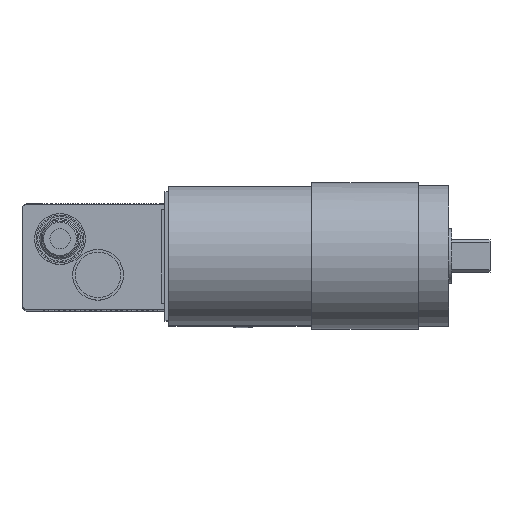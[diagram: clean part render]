
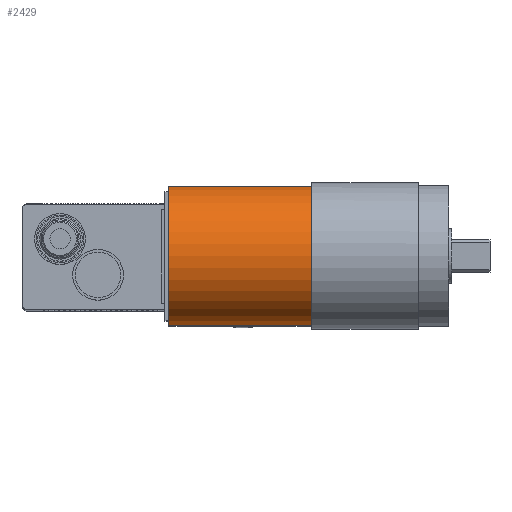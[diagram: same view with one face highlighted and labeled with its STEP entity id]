
A CAD part, top view. The second image highlights one B-rep face of the part: STEP entity #2429.
In plain terms, the highlighted cylindrical face has radius 27.5 mm (diameter 55 mm), a partial arc.
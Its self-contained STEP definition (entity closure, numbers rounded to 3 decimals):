
#406=CARTESIAN_POINT('',(0.0,27.5,0.0));
#407=VERTEX_POINT('',#406);
#414=CARTESIAN_POINT('',(0.0,27.5,56.5));
#415=VERTEX_POINT('',#414);
#416=CARTESIAN_POINT('',(0.0,27.5,0.0));
#417=DIRECTION('',(0.0,0.0,1.0));
#418=VECTOR('',#417,56.5);
#419=LINE('',#416,#418);
#420=EDGE_CURVE('',#407,#415,#419,.T.);
#767=CARTESIAN_POINT('',(0.0,-27.5,56.5));
#768=VERTEX_POINT('',#767);
#775=CARTESIAN_POINT('',(0.0,-27.5,0.0));
#776=VERTEX_POINT('',#775);
#777=CARTESIAN_POINT('',(0.0,-27.5,0.0));
#778=DIRECTION('',(0.0,0.0,1.0));
#779=VECTOR('',#778,56.5);
#780=LINE('',#777,#779);
#781=EDGE_CURVE('',#776,#768,#780,.T.);
#2339=CARTESIAN_POINT('',(0.0,0.0,0.0));
#2340=DIRECTION('',(0.0,0.0,1.0));
#2341=DIRECTION('',(0.0,1.0,0.0));
#2342=AXIS2_PLACEMENT_3D('',#2339,#2340,#2341);
#2343=CIRCLE('',#2342,27.5);
#2344=EDGE_CURVE('',#407,#776,#2343,.T.);
#2412=CARTESIAN_POINT('',(0.0,0.0,0.0));
#2413=DIRECTION('',(0.0,0.0,1.0));
#2414=DIRECTION('',(0.0,1.0,0.0));
#2415=AXIS2_PLACEMENT_3D('',#2412,#2413,#2414);
#2416=CYLINDRICAL_SURFACE('',#2415,27.5);
#2417=CARTESIAN_POINT('',(0.0,0.0,56.5));
#2418=DIRECTION('',(0.0,0.0,-1.0));
#2419=DIRECTION('',(0.0,1.0,0.0));
#2420=AXIS2_PLACEMENT_3D('',#2417,#2418,#2419);
#2421=CIRCLE('',#2420,27.5);
#2422=EDGE_CURVE('',#768,#415,#2421,.T.);
#2423=ORIENTED_EDGE('',*,*,#2422,.T.);
#2424=ORIENTED_EDGE('',*,*,#420,.F.);
#2425=ORIENTED_EDGE('',*,*,#2344,.T.);
#2426=ORIENTED_EDGE('',*,*,#781,.T.);
#2427=EDGE_LOOP('',(#2423,#2424,#2425,#2426));
#2428=FACE_OUTER_BOUND('',#2427,.T.);
#2429=ADVANCED_FACE('',(#2428),#2416,.T.);
